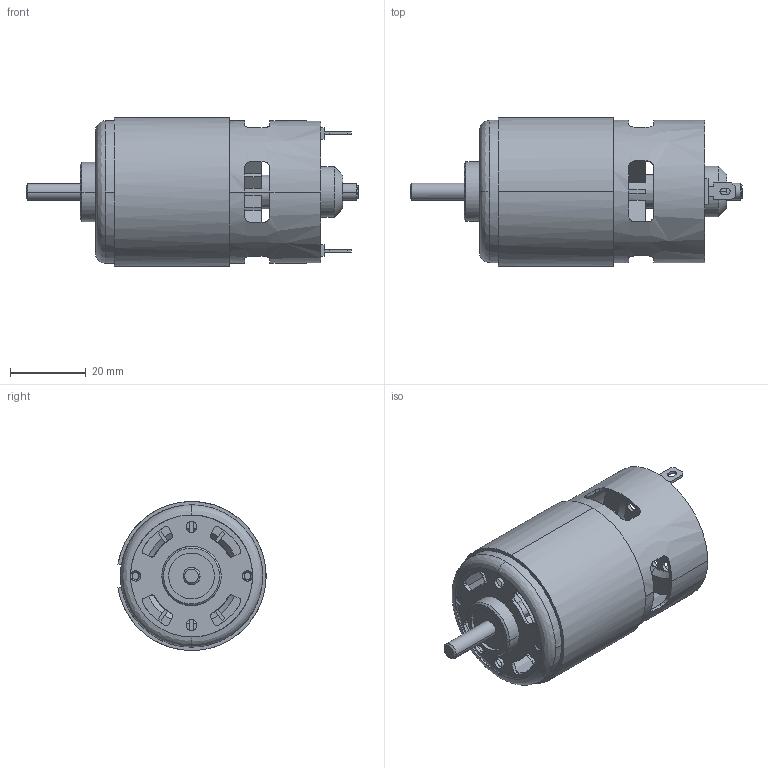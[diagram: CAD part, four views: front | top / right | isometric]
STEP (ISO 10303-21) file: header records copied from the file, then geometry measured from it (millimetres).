
FILE_DESCRIPTION(('FreeCAD Model'),'2;1');
FILE_NAME('Open CASCADE Shape Model','2025-04-25T19:40:53',('FreeCAD'),( 'FreeCAD'),'Open CASCADE STEP processor 7.6','FreeCAD','Unknown');
FILE_SCHEMA(('AUTOMOTIVE_DESIGN { 1 0 10303 214 1 1 1 1 }'));
Length unit declared in the file: millimetre
Products named in the file (1): Open CASCADE STEP translator 7.6 1
Bounding box: 87.87 x 39.19 x 39.45 mm (x, y, z)
Volume: 18805.3 mm3; surface area: 28298.4 mm2
Topology: 4 solids, 4 shells, 312 faces, 859 edges, 568 vertices
Faces by surface type: bspline 312
Entity records: 10336 total; most frequent: CARTESIAN_POINT 5473, ORIENTED_EDGE 1714, EDGE_CURVE 857, VERTEX_POINT 567, B_SPLINE_CURVE_WITH_KNOTS 520, FACE_BOUND 368, EDGE_LOOP 368, ADVANCED_FACE 312
